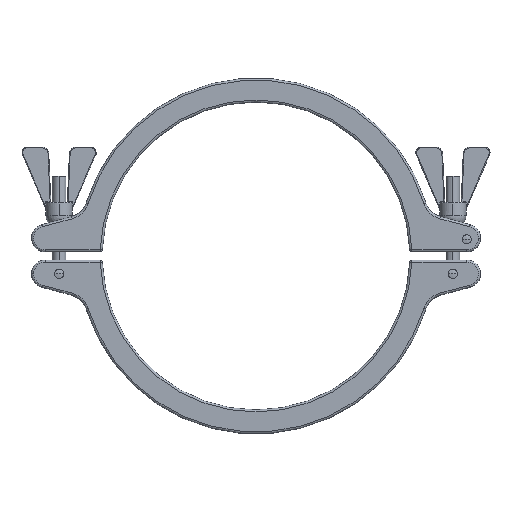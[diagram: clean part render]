
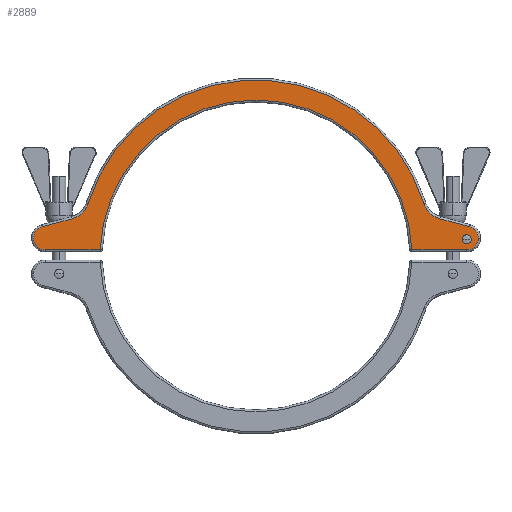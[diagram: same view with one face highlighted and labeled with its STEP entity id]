
A CAD part, top view. The second image highlights one B-rep face of the part: STEP entity #2889.
In plain terms, the highlighted planar face has unit normal (0, 0, 1).
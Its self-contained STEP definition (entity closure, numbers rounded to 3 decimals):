
#58 = LINE ( 'NONE', #12715, #4158 ) ;
#80 = VERTEX_POINT ( 'NONE', #5317 ) ;
#178 = PLANE ( 'NONE',  #3428 ) ;
#201 = ORIENTED_EDGE ( 'NONE', *, *, #6265, .T. ) ;
#262 = AXIS2_PLACEMENT_3D ( 'NONE', #3598, #17411, #6370 ) ;
#425 = CIRCLE ( 'NONE', #13728, 3.3 ) ;
#426 = EDGE_CURVE ( 'NONE', #4425, #13428, #11421, .T. ) ;
#600 = EDGE_CURVE ( 'NONE', #11237, #14487, #425, .T. ) ;
#921 = AXIS2_PLACEMENT_3D ( 'NONE', #3178, #12955, #1686 ) ;
#971 = AXIS2_PLACEMENT_3D ( 'NONE', #15912, #16937, #8610 ) ;
#986 = DIRECTION ( 'NONE',  ( -0.966, 0.259, 0. ) ) ;
#1013 = VERTEX_POINT ( 'NONE', #2130 ) ;
#1152 = VERTEX_POINT ( 'NONE', #8868 ) ;
#1396 = CARTESIAN_POINT ( 'NONE',  ( -133.427, 27.044, 12. ) ) ;
#1686 = DIRECTION ( 'NONE',  ( 1., 0., 0. ) ) ;
#1706 = DIRECTION ( 'NONE',  ( 0., 0., 1. ) ) ;
#1714 = DIRECTION ( 'NONE',  ( 1., 0., 0. ) ) ;
#2130 = CARTESIAN_POINT ( 'NONE',  ( 155.2, 21.21, 12. ) ) ;
#2295 = ORIENTED_EDGE ( 'NONE', *, *, #13641, .T. ) ;
#2466 = CIRCLE ( 'NONE', #971, 16.5 ) ;
#2574 = CIRCLE ( 'NONE', #5226, 3.3 ) ;
#2670 = EDGE_CURVE ( 'NONE', #13428, #1013, #8167, .T. ) ;
#2889 = ADVANCED_FACE ( 'NONE', ( #12826, #13004 ), #178, .T. ) ;
#2942 = VERTEX_POINT ( 'NONE', #14728 ) ;
#3009 = EDGE_CURVE ( 'NONE', #1152, #80, #9774, .T. ) ;
#3178 = CARTESIAN_POINT ( 'NONE',  ( 137.697, 42.982, 12. ) ) ;
#3379 = AXIS2_PLACEMENT_3D ( 'NONE', #9799, #18310, #10175 ) ;
#3428 = AXIS2_PLACEMENT_3D ( 'NONE', #16962, #17060, #8905 ) ;
#3515 = LINE ( 'NONE', #5176, #9022 ) ;
#3598 = CARTESIAN_POINT ( 'NONE',  ( -153., 13., 12. ) ) ;
#3711 = ORIENTED_EDGE ( 'NONE', *, *, #15913, .T. ) ;
#3725 = CIRCLE ( 'NONE', #16747, 113.25 ) ;
#4158 = VECTOR ( 'NONE', #1714, 1000. ) ;
#4253 = EDGE_CURVE ( 'NONE', #14487, #11237, #2574, .T. ) ;
#4278 = CARTESIAN_POINT ( 'NONE',  ( 153., 4.5, 12. ) ) ;
#4425 = VERTEX_POINT ( 'NONE', #4278 ) ;
#4476 = EDGE_CURVE ( 'NONE', #16923, #1152, #15663, .T. ) ;
#5002 = ORIENTED_EDGE ( 'NONE', *, *, #4253, .F. ) ;
#5176 = CARTESIAN_POINT ( 'NONE',  ( 133.427, 27.044, 12. ) ) ;
#5226 = AXIS2_PLACEMENT_3D ( 'NONE', #11934, #7714, #6157 ) ;
#5317 = CARTESIAN_POINT ( 'NONE',  ( -153., 4.5, 12. ) ) ;
#5511 = AXIS2_PLACEMENT_3D ( 'NONE', #13926, #6852, #17974 ) ;
#5573 = CARTESIAN_POINT ( 'NONE',  ( -155.2, 21.21, 12. ) ) ;
#5584 = VERTEX_POINT ( 'NONE', #17052 ) ;
#5721 = ORIENTED_EDGE ( 'NONE', *, *, #11666, .T. ) ;
#6015 = VECTOR ( 'NONE', #11260, 1000. ) ;
#6157 = DIRECTION ( 'NONE',  ( 1., 0., 0. ) ) ;
#6207 = ORIENTED_EDGE ( 'NONE', *, *, #4476, .T. ) ;
#6265 = EDGE_CURVE ( 'NONE', #2942, #4425, #11177, .T. ) ;
#6370 = DIRECTION ( 'NONE',  ( 1., 0., 0. ) ) ;
#6689 = EDGE_LOOP ( 'NONE', ( #3711, #9962, #201, #10521, #14182, #2295, #5721, #15286, #12176, #6207, #7477 ) ) ;
#6852 = DIRECTION ( 'NONE',  ( 0., 0., 1. ) ) ;
#7363 = CARTESIAN_POINT ( 'NONE',  ( 0., 0., 12. ) ) ;
#7477 = ORIENTED_EDGE ( 'NONE', *, *, #3009, .T. ) ;
#7714 = DIRECTION ( 'NONE',  ( 0., 0., 1. ) ) ;
#8167 = CIRCLE ( 'NONE', #5511, 8.5 ) ;
#8556 = DIRECTION ( 'NONE',  ( 1., 0., 0. ) ) ;
#8610 = DIRECTION ( 'NONE',  ( 1., 0., 0. ) ) ;
#8739 = EDGE_CURVE ( 'NONE', #12614, #16923, #2466, .T. ) ;
#8868 = CARTESIAN_POINT ( 'NONE',  ( -155.2, 21.21, 12. ) ) ;
#8905 = DIRECTION ( 'NONE',  ( 1., 0., 0. ) ) ;
#8965 = CIRCLE ( 'NONE', #921, 16.5 ) ;
#9022 = VECTOR ( 'NONE', #986, 1000. ) ;
#9483 = CARTESIAN_POINT ( 'NONE',  ( -121.947, 38.066, 12. ) ) ;
#9502 = CARTESIAN_POINT ( 'NONE',  ( 156.3, 12., 12. ) ) ;
#9630 = AXIS2_PLACEMENT_3D ( 'NONE', #7363, #1706, #17196 ) ;
#9774 = CIRCLE ( 'NONE', #262, 8.5 ) ;
#9799 = CARTESIAN_POINT ( 'NONE',  ( 153., 13., 12. ) ) ;
#9962 = ORIENTED_EDGE ( 'NONE', *, *, #15364, .T. ) ;
#10175 = DIRECTION ( 'NONE',  ( 1., 0., 0. ) ) ;
#10517 = CIRCLE ( 'NONE', #9630, 127.75 ) ;
#10521 = ORIENTED_EDGE ( 'NONE', *, *, #426, .T. ) ;
#11177 = LINE ( 'NONE', #17080, #16816 ) ;
#11237 = VERTEX_POINT ( 'NONE', #9502 ) ;
#11260 = DIRECTION ( 'NONE',  ( -0.966, -0.259, 0. ) ) ;
#11421 = CIRCLE ( 'NONE', #3379, 8.5 ) ;
#11562 = DIRECTION ( 'NONE',  ( 0., 0., -1. ) ) ;
#11666 = EDGE_CURVE ( 'NONE', #15794, #5584, #8965, .T. ) ;
#11792 = EDGE_LOOP ( 'NONE', ( #5002, #16804 ) ) ;
#11934 = CARTESIAN_POINT ( 'NONE',  ( 153., 12., 12. ) ) ;
#12031 = CARTESIAN_POINT ( 'NONE',  ( -113.161, 4.5, 12. ) ) ;
#12176 = ORIENTED_EDGE ( 'NONE', *, *, #8739, .T. ) ;
#12395 = DIRECTION ( 'NONE',  ( 1., 0., 0. ) ) ;
#12614 = VERTEX_POINT ( 'NONE', #9483 ) ;
#12715 = CARTESIAN_POINT ( 'NONE',  ( -111.71, 4.5, 12. ) ) ;
#12826 = FACE_OUTER_BOUND ( 'NONE', #6689, .T. ) ;
#12955 = DIRECTION ( 'NONE',  ( 0., 0., -1. ) ) ;
#13004 = FACE_BOUND ( 'NONE', #11792, .T. ) ;
#13152 = CARTESIAN_POINT ( 'NONE',  ( 161.5, 13., 12. ) ) ;
#13393 = CARTESIAN_POINT ( 'NONE',  ( 0., 0., 12. ) ) ;
#13428 = VERTEX_POINT ( 'NONE', #13152 ) ;
#13592 = DIRECTION ( 'NONE',  ( 0., 0., 1. ) ) ;
#13641 = EDGE_CURVE ( 'NONE', #1013, #15794, #3515, .T. ) ;
#13728 = AXIS2_PLACEMENT_3D ( 'NONE', #15137, #13592, #12395 ) ;
#13926 = CARTESIAN_POINT ( 'NONE',  ( 153., 13., 12. ) ) ;
#14146 = EDGE_CURVE ( 'NONE', #5584, #12614, #10517, .T. ) ;
#14182 = ORIENTED_EDGE ( 'NONE', *, *, #2670, .T. ) ;
#14487 = VERTEX_POINT ( 'NONE', #17422 ) ;
#14728 = CARTESIAN_POINT ( 'NONE',  ( 113.161, 4.5, 12. ) ) ;
#15137 = CARTESIAN_POINT ( 'NONE',  ( 153., 12., 12. ) ) ;
#15286 = ORIENTED_EDGE ( 'NONE', *, *, #14146, .T. ) ;
#15364 = EDGE_CURVE ( 'NONE', #15924, #2942, #3725, .T. ) ;
#15663 = LINE ( 'NONE', #5573, #6015 ) ;
#15794 = VERTEX_POINT ( 'NONE', #17874 ) ;
#15912 = CARTESIAN_POINT ( 'NONE',  ( -137.697, 42.982, 12. ) ) ;
#15913 = EDGE_CURVE ( 'NONE', #80, #15924, #58, .T. ) ;
#15924 = VERTEX_POINT ( 'NONE', #12031 ) ;
#16747 = AXIS2_PLACEMENT_3D ( 'NONE', #13393, #11562, #17178 ) ;
#16804 = ORIENTED_EDGE ( 'NONE', *, *, #600, .F. ) ;
#16816 = VECTOR ( 'NONE', #8556, 1000. ) ;
#16923 = VERTEX_POINT ( 'NONE', #1396 ) ;
#16937 = DIRECTION ( 'NONE',  ( 0., 0., -1. ) ) ;
#16962 = CARTESIAN_POINT ( 'NONE',  ( 0., 0., 12. ) ) ;
#17052 = CARTESIAN_POINT ( 'NONE',  ( 121.947, 38.066, 12. ) ) ;
#17060 = DIRECTION ( 'NONE',  ( 0., 0., 1. ) ) ;
#17080 = CARTESIAN_POINT ( 'NONE',  ( 153., 4.5, 12. ) ) ;
#17178 = DIRECTION ( 'NONE',  ( 1., 0., 0. ) ) ;
#17196 = DIRECTION ( 'NONE',  ( 1., 0., 0. ) ) ;
#17411 = DIRECTION ( 'NONE',  ( 0., 0., 1. ) ) ;
#17422 = CARTESIAN_POINT ( 'NONE',  ( 149.7, 12., 12. ) ) ;
#17874 = CARTESIAN_POINT ( 'NONE',  ( 133.427, 27.044, 12. ) ) ;
#17974 = DIRECTION ( 'NONE',  ( 1., 0., 0. ) ) ;
#18310 = DIRECTION ( 'NONE',  ( 0., 0., 1. ) ) ;
